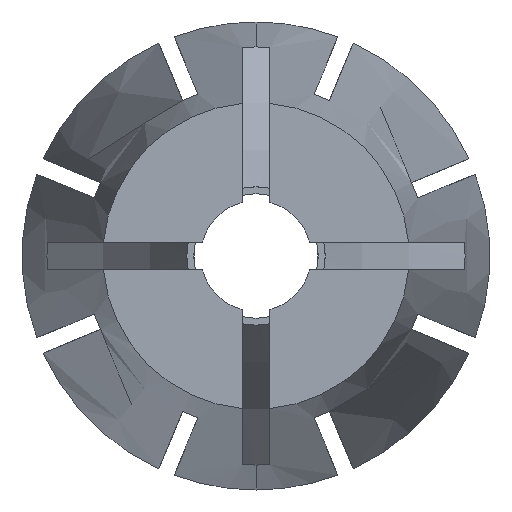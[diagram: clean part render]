
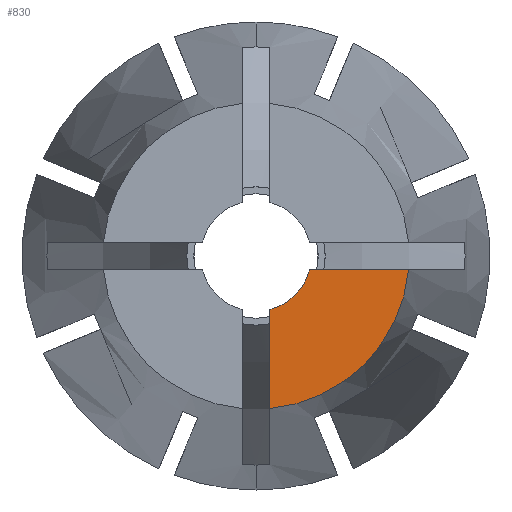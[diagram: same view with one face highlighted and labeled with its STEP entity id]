
A CAD part, left-side view. The second image highlights one B-rep face of the part: STEP entity #830.
In plain terms, the highlighted planar face has unit normal (-1, 0, 0).
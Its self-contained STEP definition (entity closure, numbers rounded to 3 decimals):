
#346 = CARTESIAN_POINT ( 'NONE',  ( -27.5, -5.518, -0.5 ) ) ;
#383 = CARTESIAN_POINT ( 'NONE',  ( -27.5, -1.936, -0.5 ) ) ;
#484 = LINE ( 'NONE', #3282, #2196 ) ;
#720 = VERTEX_POINT ( 'NONE', #346 ) ;
#830 = ADVANCED_FACE ( 'NONE', ( #3748 ), #1264, .T. ) ;
#1093 = CARTESIAN_POINT ( 'NONE',  ( -27.5, -5.541, 0. ) ) ;
#1106 = AXIS2_PLACEMENT_3D ( 'NONE', #3955, #3393, #2690 ) ;
#1146 = CARTESIAN_POINT ( 'NONE',  ( -27.5, -0.5, -5.518 ) ) ;
#1210 = LINE ( 'NONE', #1454, #2912 ) ;
#1249 = VERTEX_POINT ( 'NONE', #1146 ) ;
#1264 = PLANE ( 'NONE',  #1669 ) ;
#1334 = DIRECTION ( 'NONE',  ( -1., 0., 0. ) ) ;
#1349 = DIRECTION ( 'NONE',  ( 0., 0., 1. ) ) ;
#1454 = CARTESIAN_POINT ( 'NONE',  ( -27.5, -5.541, -0.5 ) ) ;
#1554 = ORIENTED_EDGE ( 'NONE', *, *, #1979, .F. ) ;
#1669 = AXIS2_PLACEMENT_3D ( 'NONE', #1093, #1334, #1349 ) ;
#1718 = DIRECTION ( 'NONE',  ( 0., -1., 0. ) ) ;
#1747 = CIRCLE ( 'NONE', #1106, 2. ) ;
#1757 = ORIENTED_EDGE ( 'NONE', *, *, #3482, .F. ) ;
#1869 = ORIENTED_EDGE ( 'NONE', *, *, #3437, .T. ) ;
#1979 = EDGE_CURVE ( 'NONE', #720, #1249, #3221, .T. ) ;
#2119 = ORIENTED_EDGE ( 'NONE', *, *, #3362, .T. ) ;
#2196 = VECTOR ( 'NONE', #2584, 1000. ) ;
#2488 = EDGE_LOOP ( 'NONE', ( #2119, #1869, #1554, #1757 ) ) ;
#2543 = VERTEX_POINT ( 'NONE', #383 ) ;
#2584 = DIRECTION ( 'NONE',  ( 0., 0., -1. ) ) ;
#2690 = DIRECTION ( 'NONE',  ( 0., 0., -1. ) ) ;
#2833 = AXIS2_PLACEMENT_3D ( 'NONE', #2936, #2969, #2982 ) ;
#2912 = VECTOR ( 'NONE', #1718, 1000. ) ;
#2936 = CARTESIAN_POINT ( 'NONE',  ( -27.5, 0., 0. ) ) ;
#2969 = DIRECTION ( 'NONE',  ( 1., 0., 0. ) ) ;
#2982 = DIRECTION ( 'NONE',  ( 0., 0., -1. ) ) ;
#3221 = CIRCLE ( 'NONE', #2833, 5.541 ) ;
#3282 = CARTESIAN_POINT ( 'NONE',  ( -27.5, -0.5, 0. ) ) ;
#3362 = EDGE_CURVE ( 'NONE', #2543, #3412, #1747, .T. ) ;
#3384 = CARTESIAN_POINT ( 'NONE',  ( -27.5, -0.5, -1.936 ) ) ;
#3393 = DIRECTION ( 'NONE',  ( 1., 0., 0. ) ) ;
#3412 = VERTEX_POINT ( 'NONE', #3384 ) ;
#3437 = EDGE_CURVE ( 'NONE', #3412, #1249, #484, .T. ) ;
#3482 = EDGE_CURVE ( 'NONE', #2543, #720, #1210, .T. ) ;
#3748 = FACE_OUTER_BOUND ( 'NONE', #2488, .T. ) ;
#3955 = CARTESIAN_POINT ( 'NONE',  ( -27.5, 0., 0. ) ) ;
